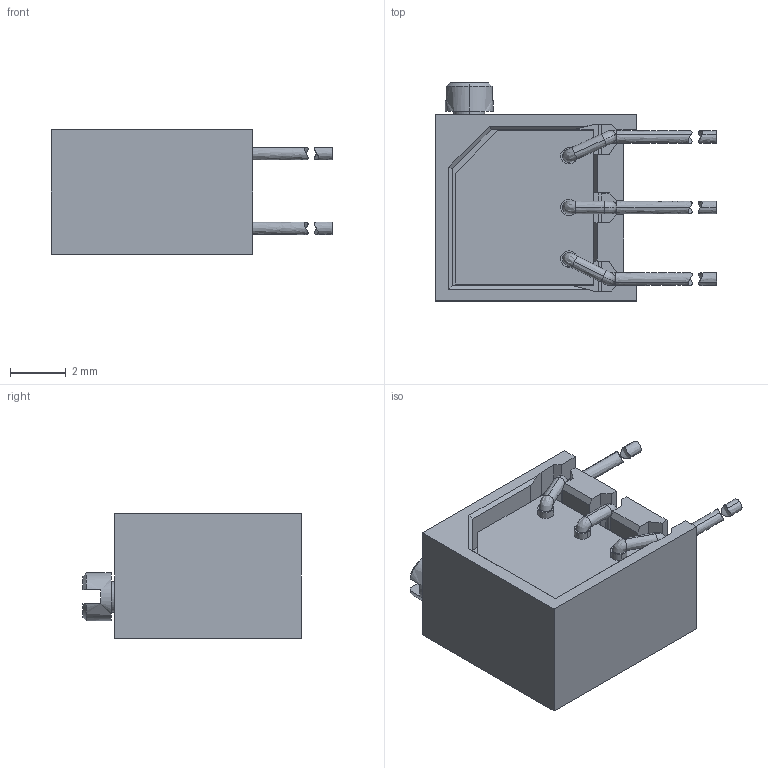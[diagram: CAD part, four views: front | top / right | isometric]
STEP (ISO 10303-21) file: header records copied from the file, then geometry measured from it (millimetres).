
FILE_DESCRIPTION((''),'2;1');
FILE_NAME('30326-3266W_ASM','2009-06-29T',('minhn'),('Bourns, Inc.'),'PRO/ENGINEER BY PARAMETRIC TECHNOLOGY CORPORATION, 2001200','PRO/ENGINEER BY PARAMETRIC TECHNOLOGY CORPORATION, 2001200','');
FILE_SCHEMA(('AUTOMOTIVE_DESIGN_CC2 { 1 2 10303 214 -1 1 5 2 }'));
Length unit declared in the file: inch
Products named in the file (10): 33756-66603_AF2; 34827-624THR; 34827-624HEAD-11; 34827-62400_ASM; 34880-104SIN; PIN1-3262W_AF0; PIN3-3262W_AF0; PIN2-3262W_AF0; 31335-3262W_AF0_ASM; 30326-3266W_ASM
Assembly tree (9 placements, depth 3):
  30326-3266W_ASM
    33756-66603_AF2
    34827-62400_ASM
      34827-624THR
      34827-624HEAD-11
    31335-3262W_AF0_ASM
      34880-104SIN
      PIN1-3262W_AF0
      PIN3-3262W_AF0
      PIN2-3262W_AF0
Bounding box: 10.12 x 7.85 x 4.5 mm (x, y, z)
Volume: 203 mm3; surface area: 475.4 mm2
Topology: 11 solids, 11 shells, 207 faces, 504 edges, 315 vertices
Faces by surface type: bspline 207
Entity records: 11005 total; most frequent: CARTESIAN_POINT 6172, ORIENTED_EDGE 984, DIRECTION 636, EDGE_CURVE 492, VERTEX_POINT 315, VECTOR 278, LINE 278, EDGE_LOOP 227
